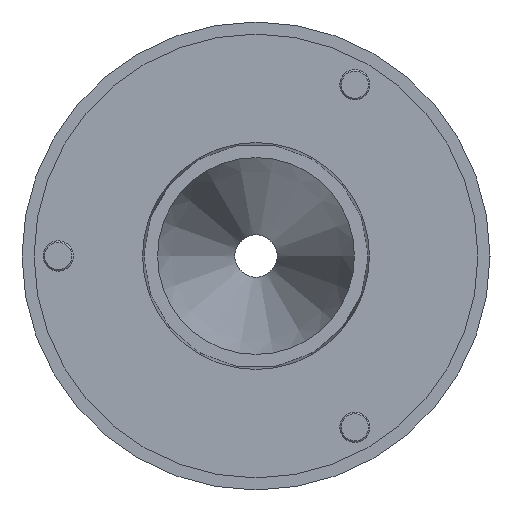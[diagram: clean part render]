
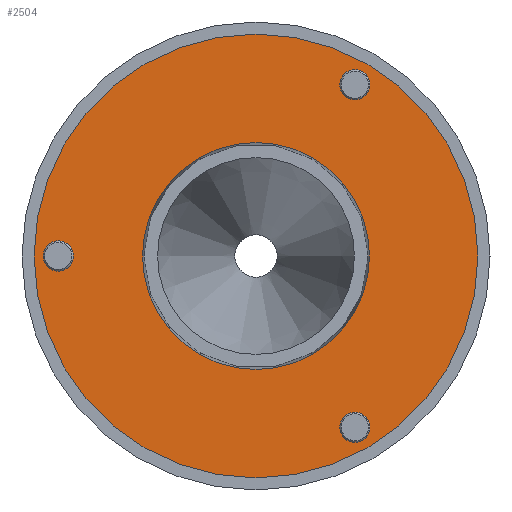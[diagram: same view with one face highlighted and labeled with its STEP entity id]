
A CAD part, front view. The second image highlights one B-rep face of the part: STEP entity #2504.
In plain terms, the highlighted planar face has unit normal (0, -1, 0).
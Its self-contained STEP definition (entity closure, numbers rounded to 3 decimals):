
#208=FACE_BOUND('',#597,.T.);
#209=FACE_BOUND('',#598,.T.);
#210=FACE_BOUND('',#599,.T.);
#211=FACE_BOUND('',#600,.T.);
#269=CIRCLE('',#2622,5.);
#272=CIRCLE('',#2628,5.);
#275=CIRCLE('',#2634,5.);
#294=CIRCLE('',#2705,73.496);
#295=CIRCLE('',#2707,37.59);
#412=FACE_OUTER_BOUND('',#596,.T.);
#596=EDGE_LOOP('',(#1910));
#597=EDGE_LOOP('',(#1911));
#598=EDGE_LOOP('',(#1912));
#599=EDGE_LOOP('',(#1913));
#600=EDGE_LOOP('',(#1914));
#1097=VERTEX_POINT('',#3579);
#1100=VERTEX_POINT('',#3588);
#1103=VERTEX_POINT('',#3597);
#1170=VERTEX_POINT('',#3815);
#1171=VERTEX_POINT('',#3818);
#1357=EDGE_CURVE('',#1097,#1097,#269,.T.);
#1360=EDGE_CURVE('',#1100,#1100,#272,.T.);
#1363=EDGE_CURVE('',#1103,#1103,#275,.T.);
#1454=EDGE_CURVE('',#1170,#1170,#294,.T.);
#1455=EDGE_CURVE('',#1171,#1171,#295,.T.);
#1910=ORIENTED_EDGE('',*,*,#1454,.T.);
#1911=ORIENTED_EDGE('',*,*,#1363,.T.);
#1912=ORIENTED_EDGE('',*,*,#1357,.T.);
#1913=ORIENTED_EDGE('',*,*,#1360,.T.);
#1914=ORIENTED_EDGE('',*,*,#1455,.F.);
#2350=PLANE('',#2706);
#2504=ADVANCED_FACE('',(#412,#208,#209,#210,#211),#2350,.T.);
#2622=AXIS2_PLACEMENT_3D('',#3580,#2938,#2939);
#2628=AXIS2_PLACEMENT_3D('',#3589,#2950,#2951);
#2634=AXIS2_PLACEMENT_3D('',#3598,#2962,#2963);
#2705=AXIS2_PLACEMENT_3D('',#3816,#3160,#3161);
#2706=AXIS2_PLACEMENT_3D('',#3817,#3162,#3163);
#2707=AXIS2_PLACEMENT_3D('',#3819,#3164,#3165);
#2938=DIRECTION('center_axis',(0.,1.,0.));
#2939=DIRECTION('ref_axis',(-1.,0.,0.));
#2950=DIRECTION('center_axis',(0.,1.,0.));
#2951=DIRECTION('ref_axis',(-1.,0.,0.));
#2962=DIRECTION('center_axis',(0.,1.,0.));
#2963=DIRECTION('ref_axis',(-1.,0.,0.));
#3160=DIRECTION('center_axis',(0.,-1.,0.));
#3161=DIRECTION('ref_axis',(1.,0.,0.));
#3162=DIRECTION('center_axis',(0.,-1.,0.));
#3163=DIRECTION('ref_axis',(0.,0.,-1.));
#3164=DIRECTION('center_axis',(0.,-1.,0.));
#3165=DIRECTION('ref_axis',(1.,0.,0.));
#3579=CARTESIAN_POINT('',(37.75,8.42,-56.725));
#3580=CARTESIAN_POINT('Origin',(32.75,8.42,-56.725));
#3588=CARTESIAN_POINT('',(37.75,8.42,56.725));
#3589=CARTESIAN_POINT('Origin',(32.75,8.42,56.725));
#3597=CARTESIAN_POINT('',(-60.5,8.42,0.));
#3598=CARTESIAN_POINT('Origin',(-65.5,8.42,0.));
#3815=CARTESIAN_POINT('',(73.496,8.42,0.));
#3816=CARTESIAN_POINT('Origin',(0.,8.42,0.));
#3817=CARTESIAN_POINT('Origin',(37.59,8.42,0.));
#3818=CARTESIAN_POINT('',(37.59,8.42,0.));
#3819=CARTESIAN_POINT('Origin',(0.,8.42,0.));
